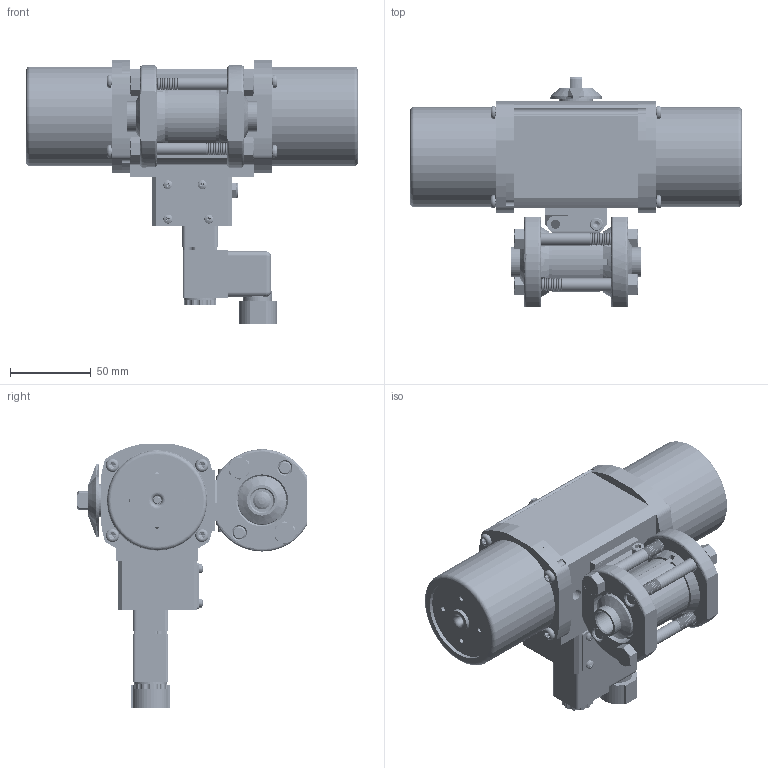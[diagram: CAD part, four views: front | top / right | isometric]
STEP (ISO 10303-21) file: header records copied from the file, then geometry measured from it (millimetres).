
FILE_DESCRIPTION (( 'STEP AP203' ), '1' );
FILE_NAME ('24XXSWFA512SR3GPDC.step', '2018-06-12T15:23:55', ( '' ), ( '' ), 'SwSTEP 2.0', 'SolidWorks 2017', '' );
FILE_SCHEMA (( 'CONFIG_CONTROL_DESIGN' ));
Products named in the file (1): 24XXSWFA512SR3GPDC
Bounding box: 206.12 x 142.33 x 163.7 mm (x, y, z)
Volume: 653526.6 mm3; surface area: 282390.1 mm2
Topology: 61 solids, 61 shells, 5723 faces, 15313 edges, 9781 vertices
Faces by surface type: cylinder 2837, cone 1781, plane 779, torus 207, bspline 105, sphere 14
Entity records: 217685 total; most frequent: CARTESIAN_POINT 78457, ORIENTED_EDGE 30334, DIRECTION 29529, EDGE_CURVE 15167, AXIS2_PLACEMENT_3D 12002, VERTEX_POINT 9777, CIRCLE 6383, EDGE_LOOP 6162
